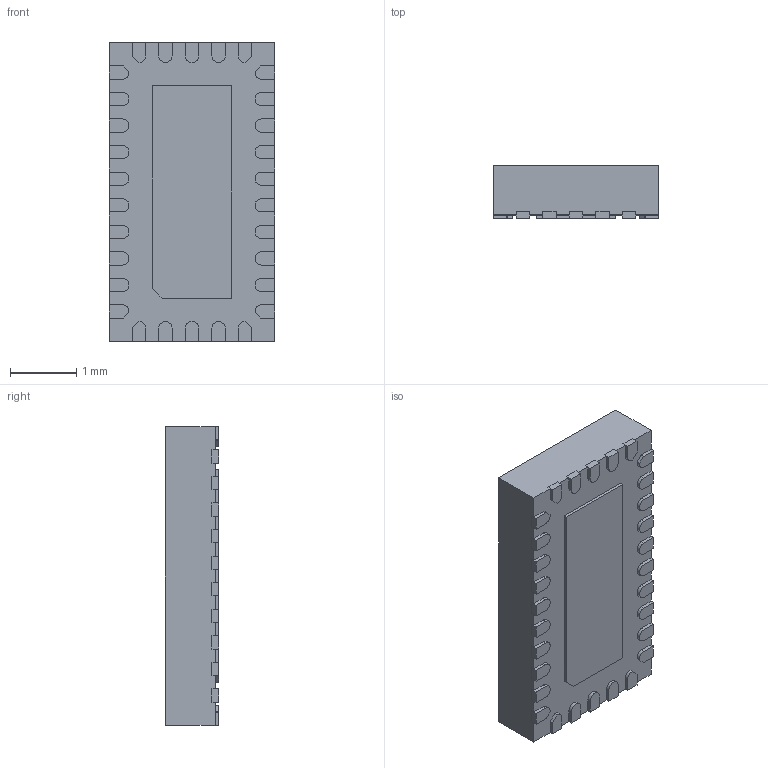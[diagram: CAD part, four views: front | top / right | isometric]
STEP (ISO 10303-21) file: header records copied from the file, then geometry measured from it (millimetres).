
FILE_DESCRIPTION (( 'STEP AP214' ), '1' );
FILE_NAME ('HD3SS3220IRNHT.STEP', '2022-02-09T02:01:42', ( '' ), ( '' ), 'SwSTEP 2.0', 'SolidWorks 2017', '' );
FILE_SCHEMA (( 'AUTOMOTIVE_DESIGN' ));
Length unit declared in the file: millimetre
Products named in the file (1): HD3SS3220IRNHT
Bounding box: 2.5 x 0.8 x 4.5 mm (x, y, z)
Volume: 8.7 mm3; surface area: 49 mm2
Topology: 33 solids, 33 shells, 356 faces, 864 edges, 576 vertices
Faces by surface type: plane 282, cylinder 74
Full cylindrical faces by diameter (mm): 0.2 x2
Entity records: 10648 total; most frequent: CARTESIAN_POINT 1795, DIRECTION 1724, ORIENTED_EDGE 1724, EDGE_CURVE 862, VECTOR 714, LINE 714, VERTEX_POINT 576, AXIS2_PLACEMENT_3D 505
